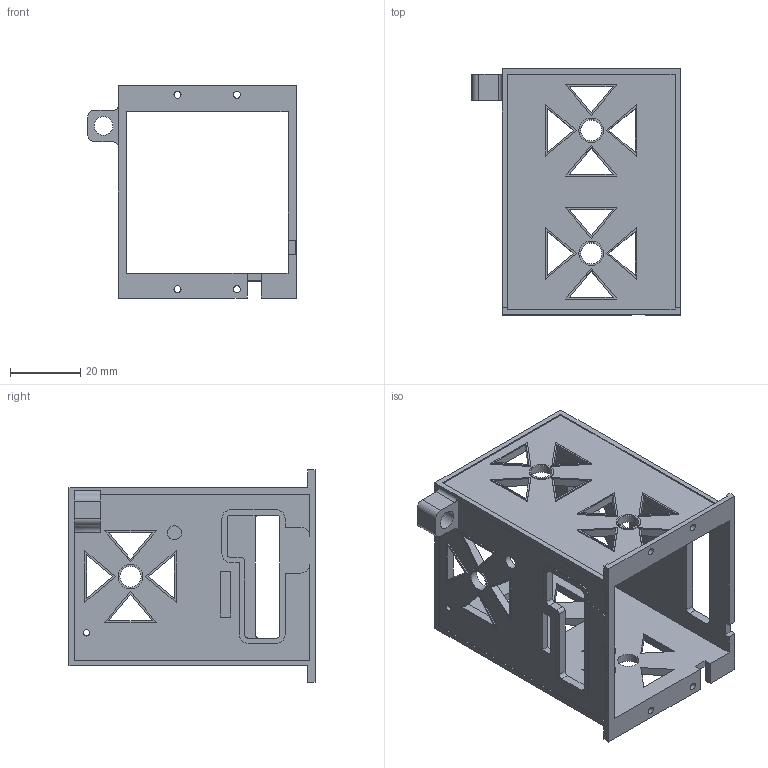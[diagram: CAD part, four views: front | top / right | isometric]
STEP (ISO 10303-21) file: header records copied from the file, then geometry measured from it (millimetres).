
FILE_DESCRIPTION(/* description */ (''),/* implementation_level */ '2;1');
FILE_NAME(/* name */ 'STRUCTURE-V1.0.1.step',/* time_stamp */ '2022-03-03T15:18:27+06:00',/* author */ (''),/* organization */ (''),/* preprocessor_version */ 'ST-DEVELOPER v18.1',/* originating_system */ 'Autodesk Translation Framework v10.13.0.1454',/* authorisation */ '');
FILE_SCHEMA (('AUTOMOTIVE_DESIGN { 1 0 10303 214 3 1 1 }'));
Length unit declared in the file: millimetre
Products named in the file (1): STRUCTURE-V1.0.1
Bounding box: 59.35 x 70 x 60.35 mm (x, y, z)
Volume: 24736.5 mm3; surface area: 28584.5 mm2
Topology: 1 solids, 1 shells, 300 faces, 793 edges, 527 vertices
Faces by surface type: plane 253, cylinder 47
Full cylindrical faces by diameter (mm): 1.8 x4, 2 x4, 4 x1, 5.35 x1, 6 x6, 7 x6
Entity records: 9384 total; most frequent: CARTESIAN_POINT 1621, ORIENTED_EDGE 1586, DIRECTION 1490, EDGE_CURVE 793, LINE 698, VECTOR 698, VERTEX_POINT 527, EDGE_LOOP 418
